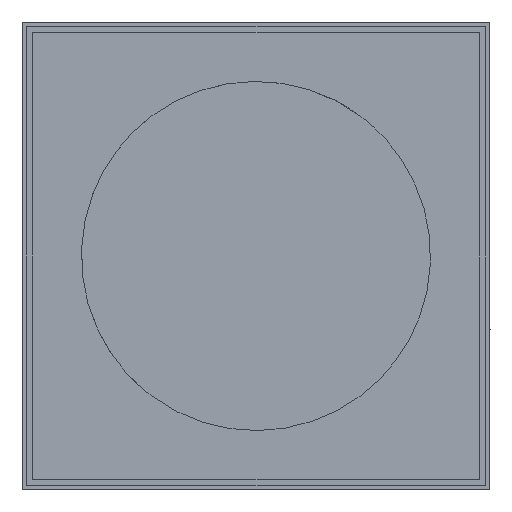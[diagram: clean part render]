
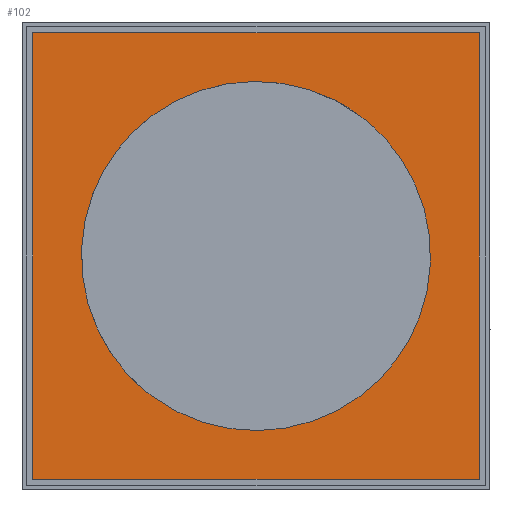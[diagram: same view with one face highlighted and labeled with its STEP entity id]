
A CAD part, left-side view. The second image highlights one B-rep face of the part: STEP entity #102.
In plain terms, the highlighted planar face has unit normal (1, 0, 0).
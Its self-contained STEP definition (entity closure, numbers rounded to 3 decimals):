
#102=ADVANCED_FACE($,(#186),#980,.T.);
#186=FACE_OUTER_BOUND($,#268,.T.);
#268=EDGE_LOOP($,(#388,#389,#390,#391));
#388=ORIENTED_EDGE($,*,*,#708,.T.);
#389=ORIENTED_EDGE($,*,*,#709,.T.);
#390=ORIENTED_EDGE($,*,*,#710,.T.);
#391=ORIENTED_EDGE($,*,*,#711,.T.);
#708=EDGE_CURVE($,#874,#875,#1064,.T.);
#709=EDGE_CURVE($,#875,#876,#1065,.T.);
#710=EDGE_CURVE($,#876,#877,#1066,.T.);
#711=EDGE_CURVE($,#877,#874,#1067,.T.);
#874=VERTEX_POINT($,#1511);
#875=VERTEX_POINT($,#1512);
#876=VERTEX_POINT($,#1513);
#877=VERTEX_POINT($,#1514);
#980=PLANE($,#1266);
#1064=B_SPLINE_CURVE_WITH_KNOTS($,1,(#1454,#1455),.UNSPECIFIED.,.F.,.F.,
(2,2),(-778.929,-583.947),.UNSPECIFIED.);
#1065=B_SPLINE_CURVE_WITH_KNOTS($,1,(#1456,#1457),.UNSPECIFIED.,.F.,.F.,
(2,2),(-583.947,-389.465),.UNSPECIFIED.);
#1066=B_SPLINE_CURVE_WITH_KNOTS($,1,(#1458,#1459),.UNSPECIFIED.,.F.,.F.,
(2,2),(-389.465,-194.482),.UNSPECIFIED.);
#1067=B_SPLINE_CURVE_WITH_KNOTS($,1,(#1460,#1461),.UNSPECIFIED.,.F.,.F.,
(2,2),(-194.482,0.),.UNSPECIFIED.);
#1266=AXIS2_PLACEMENT_3D($,#1486,#1335,$);
#1335=DIRECTION($,(1.,0.,0.));
#1454=CARTESIAN_POINT($,(41.,97.491,-97.491));
#1455=CARTESIAN_POINT($,(41.,97.491,97.491));
#1456=CARTESIAN_POINT($,(41.,97.491,97.491));
#1457=CARTESIAN_POINT($,(41.,-97.491,97.491));
#1458=CARTESIAN_POINT($,(41.,-97.491,97.491));
#1459=CARTESIAN_POINT($,(41.,-97.491,-97.491));
#1460=CARTESIAN_POINT($,(41.,-97.491,-97.491));
#1461=CARTESIAN_POINT($,(41.,97.491,-97.491));
#1486=CARTESIAN_POINT($,(41.,97.491,-97.491));
#1511=CARTESIAN_POINT($,(41.,97.491,-97.491));
#1512=CARTESIAN_POINT($,(41.,97.491,97.491));
#1513=CARTESIAN_POINT($,(41.,-97.491,97.491));
#1514=CARTESIAN_POINT($,(41.,-97.491,-97.491));
